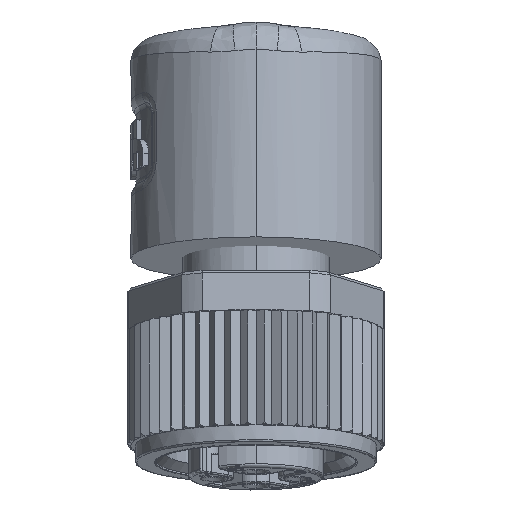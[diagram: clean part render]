
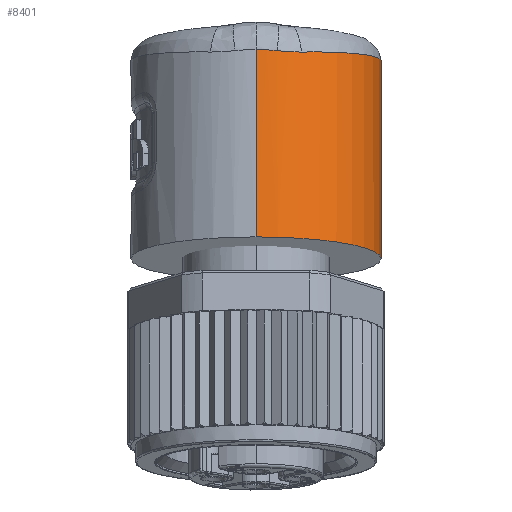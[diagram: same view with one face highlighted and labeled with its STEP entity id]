
A CAD part, front view. The second image highlights one B-rep face of the part: STEP entity #8401.
In plain terms, the highlighted cylindrical face has radius 7.5 mm (diameter 15 mm), a partial arc.
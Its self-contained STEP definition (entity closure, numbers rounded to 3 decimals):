
#8401=ADVANCED_FACE('',(#16557),#16558,.T.);
#16557=FACE_OUTER_BOUND('',#51353,.T.);
#16558=CYLINDRICAL_SURFACE('',#51354,7.5);
#51353=EDGE_LOOP('',(#71157,#71158,#71159,#71160,#71161,#71162,#71163,#71164,#71165,#71166,#71167));
#51354=AXIS2_PLACEMENT_3D('',#71168,#71169,#71170);
#71157=ORIENTED_EDGE('',*,*,#77586,.F.);
#71158=ORIENTED_EDGE('',*,*,#77590,.F.);
#71159=ORIENTED_EDGE('',*,*,#77727,.F.);
#71160=ORIENTED_EDGE('',*,*,#77728,.F.);
#71161=ORIENTED_EDGE('',*,*,#77729,.F.);
#71162=ORIENTED_EDGE('',*,*,#77592,.F.);
#71163=ORIENTED_EDGE('',*,*,#77582,.F.);
#71164=ORIENTED_EDGE('',*,*,#77730,.F.);
#71165=ORIENTED_EDGE('',*,*,#77637,.T.);
#71166=ORIENTED_EDGE('',*,*,#77731,.T.);
#71167=ORIENTED_EDGE('',*,*,#77579,.F.);
#71168=CARTESIAN_POINT('',(0.0,6.646,-7.682));
#71169=DIRECTION('',(0.0,-0.174,-0.985));
#71170=DIRECTION('',(0.0,-0.985,0.174));
#77579=EDGE_CURVE('',#86431,#86427,#86433,.T.);
#77582=EDGE_CURVE('',#86435,#86437,#86438,.T.);
#77586=EDGE_CURVE('',#86441,#86431,#86443,.T.);
#77590=EDGE_CURVE('',#86447,#86441,#86449,.T.);
#77592=EDGE_CURVE('',#86437,#86451,#86452,.T.);
#77637=EDGE_CURVE('',#86512,#86511,#86514,.T.);
#77727=EDGE_CURVE('',#86640,#86447,#86641,.T.);
#77728=EDGE_CURVE('',#86642,#86640,#86643,.T.);
#77729=EDGE_CURVE('',#86451,#86642,#86644,.T.);
#77730=EDGE_CURVE('',#86512,#86435,#86645,.T.);
#77731=EDGE_CURVE('',#86511,#86427,#86646,.T.);
#86427=VERTEX_POINT('',#107438);
#86431=VERTEX_POINT('',#107466);
#86433=B_SPLINE_CURVE_WITH_KNOTS('',3,(#107472,#107473,#107474,#107475,#107476,#107477,#107478,#107479,#107480,#107481,#107482,#107483,#107484,#107485,#107486,#107487,#107488,#107489,#107490,#107491,#107492,#107493),.UNSPECIFIED.,.F.,.F.,(4,1,1,1,1,1,1,1,1,1,1,1,1,1,1,1,1,1,1,4),(0.0,0.053,0.105,0.158,0.211,0.263,0.316,0.368,0.421,0.474,0.526,0.579,0.632,0.684,0.737,0.789,0.842,0.895,0.947,1.0),.UNSPECIFIED.);
#86435=VERTEX_POINT('',#107495);
#86437=VERTEX_POINT('',#107503);
#86438=B_SPLINE_CURVE_WITH_KNOTS('',3,(#107504,#107505,#107506,#107507,#107508,#107509,#107510,#107511),.UNSPECIFIED.,.F.,.F.,(4,1,1,1,1,4),(0.0,0.203,0.406,0.606,0.804,1.0),.UNSPECIFIED.);
#86441=VERTEX_POINT('',#107520);
#86443=B_SPLINE_CURVE_WITH_KNOTS('',3,(#107525,#107526,#107527,#107528,#107529,#107530),.UNSPECIFIED.,.F.,.F.,(4,1,1,4),(0.0,0.333,0.667,1.0),.UNSPECIFIED.);
#86447=VERTEX_POINT('',#107539);
#86449=B_SPLINE_CURVE_WITH_KNOTS('',3,(#107544,#107545,#107546,#107547,#107548,#107549),.UNSPECIFIED.,.F.,.F.,(4,1,1,4),(0.0,0.333,0.667,1.0),.UNSPECIFIED.);
#86451=VERTEX_POINT('',#107551);
#86452=B_SPLINE_CURVE_WITH_KNOTS('',3,(#107552,#107553,#107554,#107555,#107556,#107557),.UNSPECIFIED.,.F.,.F.,(4,1,1,4),(0.0,0.333,0.667,1.0),.UNSPECIFIED.);
#86511=VERTEX_POINT('',#107746);
#86512=VERTEX_POINT('',#107747);
#86514=CIRCLE('',#107749,7.5);
#86640=VERTEX_POINT('',#108460);
#86641=B_SPLINE_CURVE_WITH_KNOTS('',3,(#108461,#108462,#108463,#108464,#108465,#108466),.UNSPECIFIED.,.F.,.F.,(4,1,1,4),(0.0,0.333,0.667,1.0),.UNSPECIFIED.);
#86642=VERTEX_POINT('',#108467);
#86643=B_SPLINE_CURVE_WITH_KNOTS('',3,(#108468,#108469,#108470,#108471,#108472,#108473),.UNSPECIFIED.,.F.,.F.,(4,1,1,4),(0.0,0.333,0.667,1.0),.UNSPECIFIED.);
#86644=B_SPLINE_CURVE_WITH_KNOTS('',3,(#108474,#108475,#108476,#108477,#108478,#108479,#108480,#108481,#108482,#108483,#108484,#108485,#108486,#108487,#108488),.UNSPECIFIED.,.F.,.F.,(4,1,1,1,1,1,1,1,1,1,1,1,4),(0.0,0.083,0.167,0.25,0.333,0.417,0.5,0.583,0.667,0.75,0.833,0.917,1.0),.UNSPECIFIED.);
#86645=LINE('',#108489,#108490);
#86646=LINE('',#108491,#108492);
#107438=CARTESIAN_POINT('',(0.,14.348,-7.187));
#107466=CARTESIAN_POINT('',(6.536,11.568,-0.949));
#107472=CARTESIAN_POINT('',(6.536,11.568,-0.949));
#107473=CARTESIAN_POINT('',(6.52,11.574,-1.077));
#107474=CARTESIAN_POINT('',(6.481,11.598,-1.342));
#107475=CARTESIAN_POINT('',(6.394,11.67,-1.769));
#107476=CARTESIAN_POINT('',(6.273,11.784,-2.227));
#107477=CARTESIAN_POINT('',(6.109,11.942,-2.719));
#107478=CARTESIAN_POINT('',(5.893,12.145,-3.24));
#107479=CARTESIAN_POINT('',(5.622,12.382,-3.772));
#107480=CARTESIAN_POINT('',(5.296,12.642,-4.298));
#107481=CARTESIAN_POINT('',(4.928,12.904,-4.791));
#107482=CARTESIAN_POINT('',(4.528,13.155,-5.239));
#107483=CARTESIAN_POINT('',(4.105,13.387,-5.637));
#107484=CARTESIAN_POINT('',(3.667,13.595,-5.984));
#107485=CARTESIAN_POINT('',(3.219,13.777,-6.282));
#107486=CARTESIAN_POINT('',(2.764,13.934,-6.534));
#107487=CARTESIAN_POINT('',(2.305,14.064,-6.741));
#107488=CARTESIAN_POINT('',(1.844,14.169,-6.907));
#107489=CARTESIAN_POINT('',(1.381,14.25,-7.034));
#107490=CARTESIAN_POINT('',(0.918,14.307,-7.123));
#107491=CARTESIAN_POINT('',(0.457,14.341,-7.175));
#107492=CARTESIAN_POINT('',(0.152,14.348,-7.187));
#107493=CARTESIAN_POINT('',(0.,14.348,-7.187));
#107495=CARTESIAN_POINT('',(0.,1.239,4.847));
#107503=CARTESIAN_POINT('',(1.266,1.337,4.784));
#107504=CARTESIAN_POINT('',(0.,1.239,4.847));
#107505=CARTESIAN_POINT('',(0.086,1.239,4.847));
#107506=CARTESIAN_POINT('',(0.259,1.242,4.846));
#107507=CARTESIAN_POINT('',(0.516,1.254,4.839));
#107508=CARTESIAN_POINT('',(0.769,1.274,4.828));
#107509=CARTESIAN_POINT('',(1.019,1.302,4.81));
#107510=CARTESIAN_POINT('',(1.184,1.325,4.794));
#107511=CARTESIAN_POINT('',(1.266,1.337,4.784));
#107520=CARTESIAN_POINT('',(6.569,11.604,-0.401));
#107525=CARTESIAN_POINT('',(6.569,11.604,-0.401));
#107526=CARTESIAN_POINT('',(6.569,11.594,-0.458));
#107527=CARTESIAN_POINT('',(6.568,11.576,-0.576));
#107528=CARTESIAN_POINT('',(6.557,11.563,-0.758));
#107529=CARTESIAN_POINT('',(6.544,11.565,-0.885));
#107530=CARTESIAN_POINT('',(6.536,11.568,-0.949));
#107539=CARTESIAN_POINT('',(6.561,11.795,0.599));
#107544=CARTESIAN_POINT('',(6.561,11.795,0.599));
#107545=CARTESIAN_POINT('',(6.562,11.774,0.488));
#107546=CARTESIAN_POINT('',(6.564,11.732,0.266));
#107547=CARTESIAN_POINT('',(6.567,11.667,-0.067));
#107548=CARTESIAN_POINT('',(6.568,11.625,-0.29));
#107549=CARTESIAN_POINT('',(6.569,11.604,-0.401));
#107551=CARTESIAN_POINT('',(2.72,1.732,4.701));
#107552=CARTESIAN_POINT('',(1.266,1.337,4.784));
#107553=CARTESIAN_POINT('',(1.44,1.364,4.765));
#107554=CARTESIAN_POINT('',(1.781,1.43,4.731));
#107555=CARTESIAN_POINT('',(2.267,1.564,4.702));
#107556=CARTESIAN_POINT('',(2.572,1.673,4.699));
#107557=CARTESIAN_POINT('',(2.72,1.732,4.701));
#107746=CARTESIAN_POINT('',(0.,14.032,-8.984));
#107747=CARTESIAN_POINT('',(0.0,-0.741,-6.379));
#107749=AXIS2_PLACEMENT_3D('',#116058,#116059,#116060);
#108460=CARTESIAN_POINT('',(6.507,12.012,1.274));
#108461=CARTESIAN_POINT('',(6.507,12.012,1.274));
#108462=CARTESIAN_POINT('',(6.519,11.977,1.194));
#108463=CARTESIAN_POINT('',(6.539,11.913,1.038));
#108464=CARTESIAN_POINT('',(6.556,11.841,0.812));
#108465=CARTESIAN_POINT('',(6.561,11.808,0.669));
#108466=CARTESIAN_POINT('',(6.561,11.795,0.599));
#108467=CARTESIAN_POINT('',(5.818,13.425,3.511));
#108468=CARTESIAN_POINT('',(5.818,13.425,3.511));
#108469=CARTESIAN_POINT('',(5.945,13.22,3.248));
#108470=CARTESIAN_POINT('',(6.158,12.838,2.731));
#108471=CARTESIAN_POINT('',(6.378,12.363,1.986));
#108472=CARTESIAN_POINT('',(6.471,12.117,1.509));
#108473=CARTESIAN_POINT('',(6.507,12.012,1.274));
#108474=CARTESIAN_POINT('',(2.72,1.732,4.701));
#108475=CARTESIAN_POINT('',(3.086,1.877,4.707));
#108476=CARTESIAN_POINT('',(3.796,2.226,4.71));
#108477=CARTESIAN_POINT('',(4.763,2.904,4.689));
#108478=CARTESIAN_POINT('',(5.613,3.722,4.644));
#108479=CARTESIAN_POINT('',(6.321,4.651,4.577));
#108480=CARTESIAN_POINT('',(6.89,5.702,4.488));
#108481=CARTESIAN_POINT('',(7.282,6.819,4.381));
#108482=CARTESIAN_POINT('',(7.492,7.984,4.257));
#108483=CARTESIAN_POINT('',(7.52,9.138,4.124));
#108484=CARTESIAN_POINT('',(7.361,10.32,3.976));
#108485=CARTESIAN_POINT('',(7.019,11.445,3.823));
#108486=CARTESIAN_POINT('',(6.508,12.494,3.667));
#108487=CARTESIAN_POINT('',(6.063,13.128,3.563));
#108488=CARTESIAN_POINT('',(5.818,13.425,3.511));
#108489=CARTESIAN_POINT('',(0.0,-0.741,-6.379));
#108490=VECTOR('',#116080,11.4);
#108491=CARTESIAN_POINT('',(0.,14.032,-8.984));
#108492=VECTOR('',#116081,1.825);
#116058=CARTESIAN_POINT('',(0.0,6.646,-7.682));
#116059=DIRECTION('',(0.0,0.174,0.985));
#116060=DIRECTION('',(0.0,-0.985,0.174));
#116080=DIRECTION('',(0.,0.174,0.985));
#116081=DIRECTION('',(0.,0.174,0.985));
